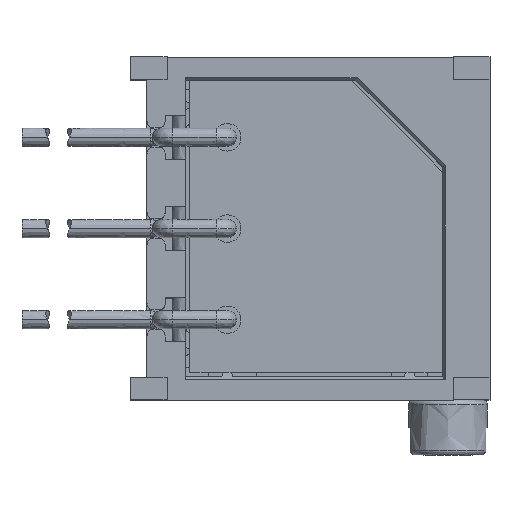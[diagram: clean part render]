
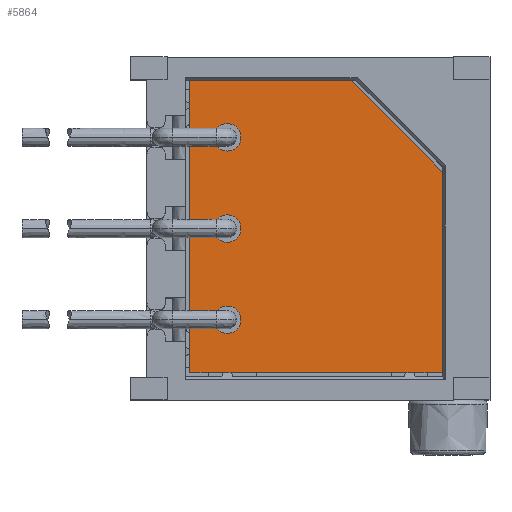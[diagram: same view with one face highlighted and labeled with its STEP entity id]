
A CAD part, top view. The second image highlights one B-rep face of the part: STEP entity #5864.
In plain terms, the highlighted free-form (B-spline) face has degree [1, 1] with [2, 2] control points.
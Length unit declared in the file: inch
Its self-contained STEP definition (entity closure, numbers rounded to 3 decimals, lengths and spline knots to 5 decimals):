
#43=DIRECTION('',(-1.,0.,0.));
#44=VECTOR('',#43,0.03165);
#45=CARTESIAN_POINT('',(0.136,-0.158,0.132));
#46=LINE('',#45,#44);
#50=DIRECTION('',(-1.,0.,0.));
#51=VECTOR('',#50,0.1913);
#52=CARTESIAN_POINT('',(0.09565,-0.158,0.132));
#53=LINE('',#52,#51);
#57=DIRECTION('',(-1.,0.,0.));
#58=VECTOR('',#57,0.03665);
#59=CARTESIAN_POINT('',(-0.10435,-0.158,0.132));
#60=LINE('',#59,#58);
#64=DIRECTION('',(0.,1.,0.));
#65=VECTOR('',#64,0.02051);
#66=CARTESIAN_POINT('',(-0.141,-0.158,0.132));
#67=LINE('',#66,#65);
#71=DIRECTION('',(0.,1.,0.));
#72=VECTOR('',#71,0.26503);
#73=CARTESIAN_POINT('',(-0.141,-0.13251,0.132));
#74=LINE('',#73,#72);
#78=DIRECTION('',(0.,1.,0.));
#79=VECTOR('',#78,0.02451);
#80=CARTESIAN_POINT('',(-0.141,0.13749,0.132));
#81=LINE('',#80,#79);
#85=DIRECTION('',(1.,0.,0.));
#86=VECTOR('',#85,0.177);
#87=CARTESIAN_POINT('',(-0.141,0.162,0.132));
#88=LINE('',#87,#86);
#92=DIRECTION('',(0.707,-0.707,0.));
#93=VECTOR('',#92,0.14142);
#94=CARTESIAN_POINT('',(0.036,0.162,0.132));
#95=LINE('',#94,#93);
#99=CARTESIAN_POINT('',(-0.1,-0.1,0.132));
#100=DIRECTION('',(0.,0.,1.));
#101=DIRECTION('',(0.,-1.,0.));
#102=AXIS2_PLACEMENT_3D('',#99,#100,#101);
#107=CARTESIAN_POINT('',(-0.1,-0.1,0.132));
#108=DIRECTION('',(0.,0.,1.));
#109=DIRECTION('',(0.,1.,0.));
#110=AXIS2_PLACEMENT_3D('',#107,#108,#109);
#115=CARTESIAN_POINT('',(-0.1,0.,0.132));
#116=DIRECTION('',(0.,0.,1.));
#117=DIRECTION('',(0.,-1.,0.));
#118=AXIS2_PLACEMENT_3D('',#115,#116,#117);
#123=CARTESIAN_POINT('',(-0.1,0.,0.132));
#124=DIRECTION('',(0.,0.,1.));
#125=DIRECTION('',(0.,1.,0.));
#126=AXIS2_PLACEMENT_3D('',#123,#124,#125);
#131=CARTESIAN_POINT('',(-0.1,0.1,0.132));
#132=DIRECTION('',(0.,0.,1.));
#133=DIRECTION('',(0.,-1.,0.));
#134=AXIS2_PLACEMENT_3D('',#131,#132,#133);
#139=CARTESIAN_POINT('',(-0.1,0.1,0.132));
#140=DIRECTION('',(0.,0.,1.));
#141=DIRECTION('',(0.,1.,0.));
#142=AXIS2_PLACEMENT_3D('',#139,#140,#141);
#764=DIRECTION('',(0.,1.,0.));
#765=VECTOR('',#764,0.00497);
#766=CARTESIAN_POINT('',(-0.141,-0.13749,0.132));
#767=LINE('',#766,#765);
#771=DIRECTION('',(0.,1.,0.));
#772=VECTOR('',#771,0.00497);
#773=CARTESIAN_POINT('',(-0.141,0.13251,0.132));
#774=LINE('',#773,#772);
#3751=DIRECTION('',(-1.,0.,0.));
#3752=VECTOR('',#3751,0.0087);
#3753=CARTESIAN_POINT('',(0.10435,-0.158,0.132));
#3754=LINE('',#3753,#3752);
#3758=DIRECTION('',(-1.,0.,0.));
#3759=VECTOR('',#3758,0.0087);
#3760=CARTESIAN_POINT('',(-0.09565,-0.158,0.132));
#3761=LINE('',#3760,#3759);
#4605=DIRECTION('',(0.,-1.,0.));
#4606=VECTOR('',#4605,0.22);
#4607=CARTESIAN_POINT('',(0.136,0.062,0.132));
#4608=LINE('',#4607,#4606);
#5467=CARTESIAN_POINT('',(-0.141,0.162,0.132));
#5468=CARTESIAN_POINT('',(0.036,0.162,0.132));
#5469=VERTEX_POINT('',#5467);
#5470=VERTEX_POINT('',#5468);
#5497=CARTESIAN_POINT('',(0.136,0.062,0.132));
#5498=CARTESIAN_POINT('',(0.136,-0.158,0.132));
#5499=VERTEX_POINT('',#5497);
#5500=VERTEX_POINT('',#5498);
#5533=CARTESIAN_POINT('',(-0.09565,-0.158,0.132));
#5534=VERTEX_POINT('',#5533);
#5537=CARTESIAN_POINT('',(-0.10435,-0.158,0.132));
#5538=VERTEX_POINT('',#5537);
#5543=CARTESIAN_POINT('',(0.09565,-0.158,0.132));
#5544=VERTEX_POINT('',#5543);
#5547=CARTESIAN_POINT('',(0.10435,-0.158,0.132));
#5548=VERTEX_POINT('',#5547);
#5553=CARTESIAN_POINT('',(-0.141,-0.13749,0.132));
#5554=VERTEX_POINT('',#5553);
#5557=CARTESIAN_POINT('',(-0.141,-0.13251,0.132));
#5558=VERTEX_POINT('',#5557);
#5563=CARTESIAN_POINT('',(-0.141,0.13749,0.132));
#5564=VERTEX_POINT('',#5563);
#5567=CARTESIAN_POINT('',(-0.141,0.13251,0.132));
#5568=VERTEX_POINT('',#5567);
#5569=CARTESIAN_POINT('',(-0.141,-0.158,0.132));
#5570=VERTEX_POINT('',#5569);
#5625=CARTESIAN_POINT('',(-0.1,-0.115,0.132));
#5626=CARTESIAN_POINT('',(-0.1,-0.085,0.132));
#5627=VERTEX_POINT('',#5625);
#5628=VERTEX_POINT('',#5626);
#5687=CARTESIAN_POINT('',(-0.1,-0.015,0.132));
#5688=CARTESIAN_POINT('',(-0.1,0.015,0.132));
#5689=VERTEX_POINT('',#5687);
#5690=VERTEX_POINT('',#5688);
#5749=CARTESIAN_POINT('',(-0.1,0.085,0.132));
#5750=CARTESIAN_POINT('',(-0.1,0.115,0.132));
#5751=VERTEX_POINT('',#5749);
#5752=VERTEX_POINT('',#5750);
#5814=CARTESIAN_POINT('',(-0.14654,-0.1644,0.132));
#5815=CARTESIAN_POINT('',(0.14154,-0.1644,0.132));
#5816=CARTESIAN_POINT('',(-0.14654,0.1684,0.132));
#5817=CARTESIAN_POINT('',(0.14154,0.1684,0.132));
#5818=B_SPLINE_SURFACE_WITH_KNOTS('',1,1,((#5814,#5815),(#5816,#5817)),
.UNSPECIFIED.,.F.,.F.,.F.,(2,2),(2,2),(-0.0064,0.3264),(-0.00554,0.28254),
.UNSPECIFIED.);
#5820=ORIENTED_EDGE('',*,*,#5819,.T.);
#5822=ORIENTED_EDGE('',*,*,#5821,.T.);
#5824=ORIENTED_EDGE('',*,*,#5823,.T.);
#5826=ORIENTED_EDGE('',*,*,#5825,.T.);
#5828=ORIENTED_EDGE('',*,*,#5827,.T.);
#5830=ORIENTED_EDGE('',*,*,#5829,.T.);
#5832=ORIENTED_EDGE('',*,*,#5831,.T.);
#5834=ORIENTED_EDGE('',*,*,#5833,.T.);
#5836=ORIENTED_EDGE('',*,*,#5835,.T.);
#5838=ORIENTED_EDGE('',*,*,#5837,.T.);
#5840=ORIENTED_EDGE('',*,*,#5839,.T.);
#5842=ORIENTED_EDGE('',*,*,#5841,.T.);
#5844=ORIENTED_EDGE('',*,*,#5843,.T.);
#5845=EDGE_LOOP('',(#5820,#5822,#5824,#5826,#5828,#5830,#5832,#5834,#5836,#5838,
#5840,#5842,#5844));
#5846=FACE_OUTER_BOUND('',#5845,.F.);
#5848=ORIENTED_EDGE('',*,*,#5847,.T.);
#5849=ORIENTED_EDGE('',*,*,#5804,.T.);
#5850=EDGE_LOOP('',(#5848,#5849));
#5851=FACE_BOUND('',#5850,.F.);
#5853=ORIENTED_EDGE('',*,*,#5852,.T.);
#5855=ORIENTED_EDGE('',*,*,#5854,.T.);
#5856=EDGE_LOOP('',(#5853,#5855));
#5857=FACE_BOUND('',#5856,.F.);
#5859=ORIENTED_EDGE('',*,*,#5858,.T.);
#5861=ORIENTED_EDGE('',*,*,#5860,.T.);
#5862=EDGE_LOOP('',(#5859,#5861));
#5863=FACE_BOUND('',#5862,.F.);
#5864=ADVANCED_FACE('',(#5846,#5851,#5857,#5863),#5818,.F.);
#103=CIRCLE('',#102,0.015);
#111=CIRCLE('',#110,0.015);
#119=CIRCLE('',#118,0.015);
#127=CIRCLE('',#126,0.015);
#135=CIRCLE('',#134,0.015);
#143=CIRCLE('',#142,0.015);
#5804=EDGE_CURVE('',#5628,#5627,#111,.T.);
#5819=EDGE_CURVE('',#5500,#5548,#46,.T.);
#5821=EDGE_CURVE('',#5548,#5544,#3754,.T.);
#5823=EDGE_CURVE('',#5544,#5534,#53,.T.);
#5825=EDGE_CURVE('',#5534,#5538,#3761,.T.);
#5827=EDGE_CURVE('',#5538,#5570,#60,.T.);
#5829=EDGE_CURVE('',#5570,#5554,#67,.T.);
#5831=EDGE_CURVE('',#5554,#5558,#767,.T.);
#5833=EDGE_CURVE('',#5558,#5568,#74,.T.);
#5835=EDGE_CURVE('',#5568,#5564,#774,.T.);
#5837=EDGE_CURVE('',#5564,#5469,#81,.T.);
#5839=EDGE_CURVE('',#5469,#5470,#88,.T.);
#5841=EDGE_CURVE('',#5470,#5499,#95,.T.);
#5843=EDGE_CURVE('',#5499,#5500,#4608,.T.);
#5847=EDGE_CURVE('',#5627,#5628,#103,.T.);
#5852=EDGE_CURVE('',#5689,#5690,#119,.T.);
#5854=EDGE_CURVE('',#5690,#5689,#127,.T.);
#5858=EDGE_CURVE('',#5751,#5752,#135,.T.);
#5860=EDGE_CURVE('',#5752,#5751,#143,.T.);
